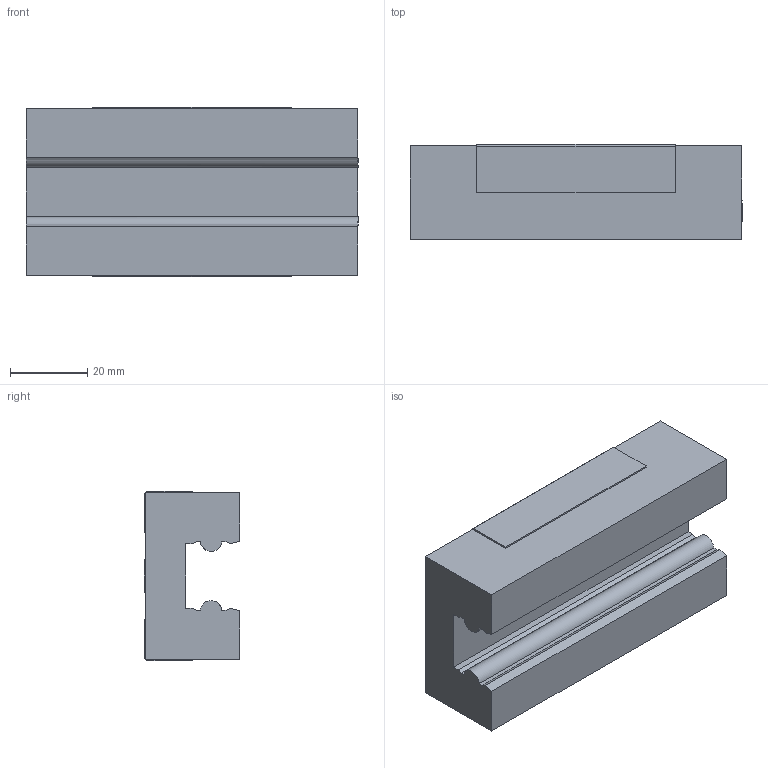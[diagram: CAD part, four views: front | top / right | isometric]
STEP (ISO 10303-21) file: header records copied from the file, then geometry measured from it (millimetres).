
FILE_DESCRIPTION ((), '1');
FILE_NAME ('GNS-2000.stp', '2024-01-24T12:22:33', ('Unknown'), ('Unknown'), 'HarmonyWare STEP v2.0.5', 'Vectorworks', '');
FILE_SCHEMA (('CONFIG_CONTROL_DESIGN'));
Length unit declared in the file: millimetre
Products named in the file (1): NONE
Bounding box: 86 x 24.7 x 44 mm (x, y, z)
Volume: 71119.9 mm3; surface area: 16809.3 mm2
Topology: 1 solids, 1 shells, 62 faces, 178 edges, 118 vertices
Faces by surface type: bspline 62
Entity records: 2089 total; most frequent: CARTESIAN_POINT 970, ORIENTED_EDGE 348, EDGE_CURVE 174, B_SPLINE_CURVE_WITH_KNOTS 144, VERTEX_POINT 118, EDGE_LOOP 66, FACE_OUTER_BOUND 62, ADVANCED_FACE 62
